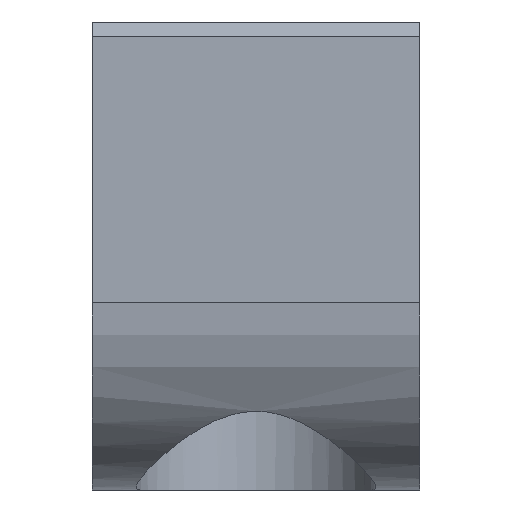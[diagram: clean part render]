
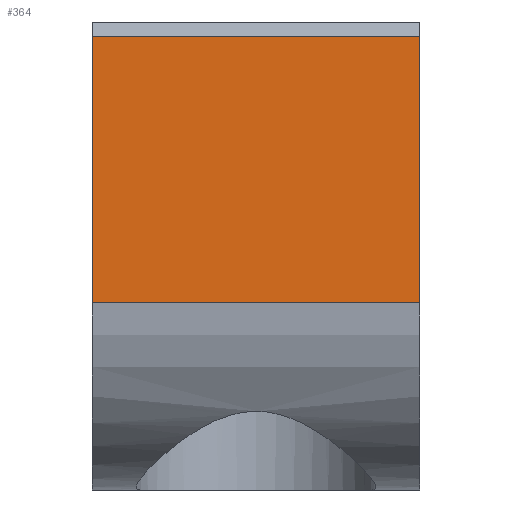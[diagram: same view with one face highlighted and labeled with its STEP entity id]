
A CAD part, left-side view. The second image highlights one B-rep face of the part: STEP entity #364.
In plain terms, the highlighted planar face has unit normal (-1, 0, 0).
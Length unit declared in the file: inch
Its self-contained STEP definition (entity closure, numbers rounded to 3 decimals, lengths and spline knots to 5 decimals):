
#24=PLANE('',#417);
#45=FACE_OUTER_BOUND('',#67,.T.);
#67=EDGE_LOOP('',(#295,#296,#297,#298));
#90=LINE('',#645,#121);
#104=LINE('',#674,#135);
#105=LINE('',#676,#136);
#106=LINE('',#677,#137);
#121=VECTOR('',#483,39.37008);
#135=VECTOR('',#505,39.37008);
#136=VECTOR('',#506,39.37008);
#137=VECTOR('',#507,39.37008);
#177=VERTEX_POINT('',#638);
#180=VERTEX_POINT('',#643);
#191=VERTEX_POINT('',#673);
#192=VERTEX_POINT('',#675);
#219=EDGE_CURVE('',#180,#177,#90,.T.);
#233=EDGE_CURVE('',#191,#180,#104,.T.);
#234=EDGE_CURVE('',#191,#192,#105,.T.);
#235=EDGE_CURVE('',#192,#177,#106,.T.);
#295=ORIENTED_EDGE('',*,*,#233,.F.);
#296=ORIENTED_EDGE('',*,*,#234,.T.);
#297=ORIENTED_EDGE('',*,*,#235,.T.);
#298=ORIENTED_EDGE('',*,*,#219,.F.);
#364=ADVANCED_FACE('',(#45),#24,.F.);
#417=AXIS2_PLACEMENT_3D('',#672,#503,#504);
#483=DIRECTION('',(0.,-1.,0.));
#503=DIRECTION('center_axis',(1.,0.,0.));
#504=DIRECTION('ref_axis',(0.,0.,-1.));
#505=DIRECTION('',(0.,0.,1.));
#506=DIRECTION('',(0.,-1.,0.));
#507=DIRECTION('',(0.,0.,1.));
#638=CARTESIAN_POINT('',(-0.65,0.,-0.015));
#643=CARTESIAN_POINT('',(-0.65,0.35,-0.015));
#645=CARTESIAN_POINT('',(-0.65,0.35,-0.015));
#672=CARTESIAN_POINT('Origin',(-0.65,0.35,-0.5));
#673=CARTESIAN_POINT('',(-0.65,0.35,-0.3));
#674=CARTESIAN_POINT('',(-0.65,0.35,-0.5));
#675=CARTESIAN_POINT('',(-0.65,0.,-0.3));
#676=CARTESIAN_POINT('',(-0.65,0.35,-0.3));
#677=CARTESIAN_POINT('',(-0.65,0.,-0.5));
